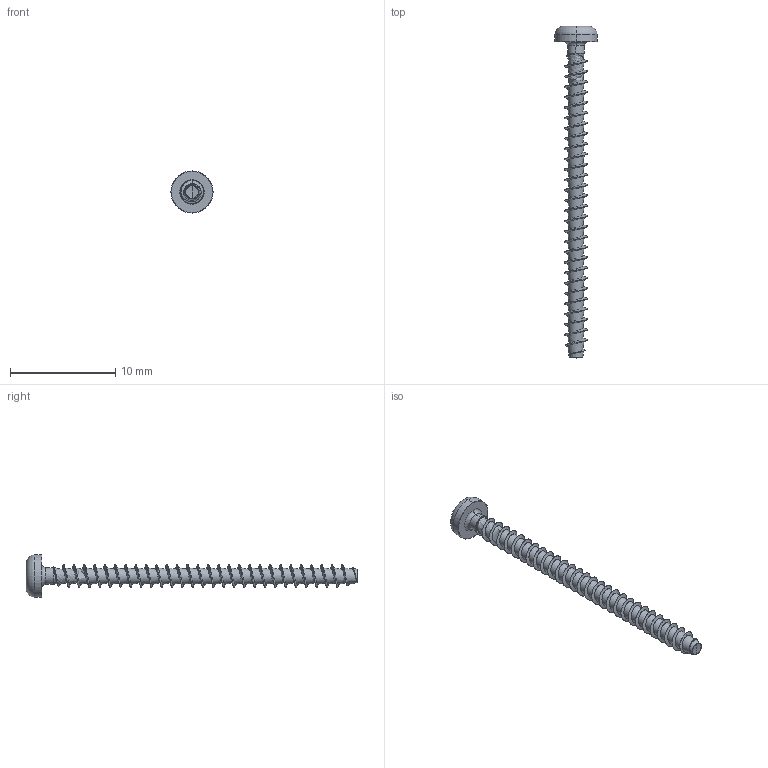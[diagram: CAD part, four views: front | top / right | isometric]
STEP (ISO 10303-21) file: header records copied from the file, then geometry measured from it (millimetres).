
FILE_DESCRIPTION (( 'STEP AP203' ), '1' );
FILE_NAME ('STP39A0220300.STEP', '2017-11-16T16:03:27', ( '' ), ( '' ), 'SwSTEP 2.0', 'SolidWorks 2015', '' );
FILE_SCHEMA (( 'CONFIG_CONTROL_DESIGN' ));
Length unit declared in the file: millimetre
Products named in the file (1): STP39A0220300
Bounding box: 4 x 31.5 x 4 mm (x, y, z)
Volume: 70.7 mm3; surface area: 283.3 mm2
Topology: 1 solids, 1 shells, 77 faces, 183 edges, 108 vertices
Faces by surface type: bspline 32, cylinder 24, cone 9, torus 6, sphere 4, plane 2
Entity records: 24879 total; most frequent: CARTESIAN_POINT 23293, ORIENTED_EDGE 362, DIRECTION 245, EDGE_CURVE 181, VERTEX_POINT 108, AXIS2_PLACEMENT_3D 104, B_SPLINE_CURVE_WITH_KNOTS 86, EDGE_LOOP 79
